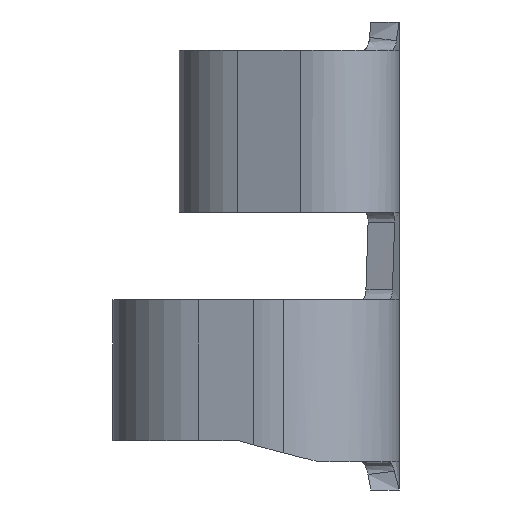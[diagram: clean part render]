
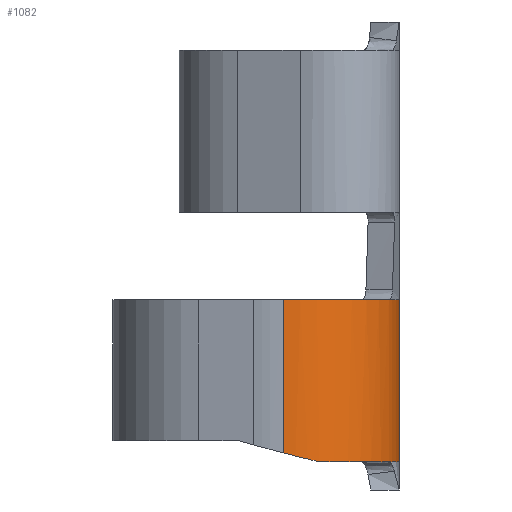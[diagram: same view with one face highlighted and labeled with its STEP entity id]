
A CAD part, left-side view. The second image highlights one B-rep face of the part: STEP entity #1082.
In plain terms, the highlighted cylindrical face has radius 2.083 mm (diameter 4.166 mm), a partial arc.
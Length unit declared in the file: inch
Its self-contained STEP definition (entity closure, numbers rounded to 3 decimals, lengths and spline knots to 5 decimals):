
#97 = VERTEX_POINT ( 'NONE', #4959 ) ;
#394 = CARTESIAN_POINT ( 'NONE',  ( -0.26051, 0.00042, -0.146 ) ) ;
#401 = EDGE_CURVE ( 'NONE', #734, #2552, #3345, .T. ) ;
#530 = B_SPLINE_CURVE_WITH_KNOTS ( 'NONE', 3,
 ( #6655, #1991, #4090, #6152 ),
 .UNSPECIFIED., .F., .F.,
 ( 4, 4 ),
 ( 0., 1. ),
 .UNSPECIFIED. ) ;
#640 = CARTESIAN_POINT ( 'NONE',  ( -0.27005, 0.00168, -0.031 ) ) ;
#648 = VERTEX_POINT ( 'NONE', #6256 ) ;
#720 = EDGE_CURVE ( 'NONE', #4759, #97, #6020, .T. ) ;
#734 = VERTEX_POINT ( 'NONE', #2183 ) ;
#742 = CARTESIAN_POINT ( 'NONE',  ( -0.333, 0.082, -0.1397 ) ) ;
#834 = CARTESIAN_POINT ( 'NONE',  ( -0.333, 0.06645, -0.031 ) ) ;
#853 = CARTESIAN_POINT ( 'NONE',  ( -0.333, 0.07334, -0.14194 ) ) ;
#896 = CARTESIAN_POINT ( 'NONE',  ( -0.251, 0., -0.146 ) ) ;
#1082 = ADVANCED_FACE ( 'NONE', ( #2259 ), #4369, .T. ) ;
#1121 = CARTESIAN_POINT ( 'NONE',  ( -0.333, 0.082, -0.031 ) ) ;
#1195 = CARTESIAN_POINT ( 'NONE',  ( -0.32896, 0.05657, -0.146 ) ) ;
#1217 = EDGE_CURVE ( 'NONE', #4759, #648, #1419, .T. ) ;
#1336 = CARTESIAN_POINT ( 'NONE',  ( -0.29949, 0.01407, -0.031 ) ) ;
#1409 = CARTESIAN_POINT ( 'NONE',  ( -0.28117, 0.00572, -0.031 ) ) ;
#1419 = LINE ( 'NONE', #3498, #3671 ) ;
#1561 = B_SPLINE_CURVE_WITH_KNOTS ( 'NONE', 3,
 ( #2199, #4309, #6362, #1696, #3789, #5854, #1195 ),
 .UNSPECIFIED., .F., .F.,
 ( 4, 2, 1, 4 ),
 ( 0.34386, 0.50789, 0.67193, 1. ),
 .UNSPECIFIED. ) ;
#1696 = CARTESIAN_POINT ( 'NONE',  ( -0.30449, 0.01957, -0.146 ) ) ;
#1730 = VERTEX_POINT ( 'NONE', #4374 ) ;
#1754 = DIRECTION ( 'NONE',  ( 0., 0., -1. ) ) ;
#1991 = CARTESIAN_POINT ( 'NONE',  ( -0.28109, 0.00569, -0.14597 ) ) ;
#2009 = VERTEX_POINT ( 'NONE', #742 ) ;
#2111 = ORIENTED_EDGE ( 'NONE', *, *, #3411, .F. ) ;
#2183 = CARTESIAN_POINT ( 'NONE',  ( -0.28547, 0.00733, -0.031 ) ) ;
#2199 = CARTESIAN_POINT ( 'NONE',  ( -0.2852, 0.00743, -0.146 ) ) ;
#2214 = EDGE_LOOP ( 'NONE', ( #5403, #4215, #4910, #3376, #2111, #6499, #4951, #5943, #5101 ) ) ;
#2259 = FACE_OUTER_BOUND ( 'NONE', #2214, .T. ) ;
#2390 = B_SPLINE_CURVE_WITH_KNOTS ( 'NONE', 3,
 ( #6072, #1409, #3490, #5572 ),
 .UNSPECIFIED., .F., .F.,
 ( 4, 4 ),
 ( 0., 1. ),
 .UNSPECIFIED. ) ;
#2441 = CARTESIAN_POINT ( 'NONE',  ( -0.26992, 0.00208, -0.146 ) ) ;
#2504 = EDGE_CURVE ( 'NONE', #2552, #2009, #5781, .T. ) ;
#2552 = VERTEX_POINT ( 'NONE', #4811 ) ;
#2688 = CARTESIAN_POINT ( 'NONE',  ( -0.27902, 0.00489, -0.146 ) ) ;
#2694 = CARTESIAN_POINT ( 'NONE',  ( -0.27907, 0.00473, -0.031 ) ) ;
#2866 = AXIS2_PLACEMENT_3D ( 'NONE', #6422, #1754, #3846 ) ;
#2893 = CARTESIAN_POINT ( 'NONE',  ( -0.33315, 0.08201, -0.031 ) ) ;
#2913 = CARTESIAN_POINT ( 'NONE',  ( -0.333, 0.082, -0.1397 ) ) ;
#2953 = CARTESIAN_POINT ( 'NONE',  ( -0.25101, 0., -0.146 ) ) ;
#2983 = VERTEX_POINT ( 'NONE', #2688 ) ;
#3182 = DIRECTION ( 'NONE',  ( 0., 0., -1. ) ) ;
#3209 = CARTESIAN_POINT ( 'NONE',  ( -0.251, 0., -0.031 ) ) ;
#3298 = CARTESIAN_POINT ( 'NONE',  ( -0.251, 0., -0.031 ) ) ;
#3318 =( BOUNDED_CURVE ( )  B_SPLINE_CURVE ( 3, ( #3430, #5519, #853, #2913 ),
 .UNSPECIFIED., .F., .T. ) 
 B_SPLINE_CURVE_WITH_KNOTS ( ( 4, 4 ),
 ( 0.99363, 1.309 ),
 .UNSPECIFIED. ) 
 CURVE ( )  GEOMETRIC_REPRESENTATION_ITEM ( )  RATIONAL_B_SPLINE_CURVE ( ( 1., 0.992, 0.992, 1. ) ) 
 REPRESENTATION_ITEM ( '' )  );
#3345 = B_SPLINE_CURVE_WITH_KNOTS ( 'NONE', 3,
 ( #6001, #1336, #3412, #5505, #834, #2893 ),
 .UNSPECIFIED., .F., .F.,
 ( 4, 2, 4 ),
 ( 0.23601, 0.54659, 0.85716 ),
 .UNSPECIFIED. ) ;
#3376 = ORIENTED_EDGE ( 'NONE', *, *, #5155, .F. ) ;
#3411 = EDGE_CURVE ( 'NONE', #2983, #4667, #530, .T. ) ;
#3412 = CARTESIAN_POINT ( 'NONE',  ( -0.31169, 0.02471, -0.031 ) ) ;
#3430 = CARTESIAN_POINT ( 'NONE',  ( -0.32896, 0.05657, -0.146 ) ) ;
#3490 = CARTESIAN_POINT ( 'NONE',  ( -0.28331, 0.0066, -0.031 ) ) ;
#3498 = CARTESIAN_POINT ( 'NONE',  ( -0.251, 0., -0.031 ) ) ;
#3581 = VECTOR ( 'NONE', #3182, 39.37008 ) ;
#3671 = VECTOR ( 'NONE', #5580, 39.37008 ) ;
#3709 = CARTESIAN_POINT ( 'NONE',  ( -0.2852, 0.00743, -0.146 ) ) ;
#3789 = CARTESIAN_POINT ( 'NONE',  ( -0.31704, 0.03095, -0.146 ) ) ;
#3846 = DIRECTION ( 'NONE',  ( -1., 0., 0. ) ) ;
#4090 = CARTESIAN_POINT ( 'NONE',  ( -0.28318, 0.00646, -0.14594 ) ) ;
#4158 = EDGE_CURVE ( 'NONE', #648, #2983, #5897, .T. ) ;
#4215 = ORIENTED_EDGE ( 'NONE', *, *, #2504, .T. ) ;
#4309 = CARTESIAN_POINT ( 'NONE',  ( -0.29027, 0.00975, -0.146 ) ) ;
#4369 = CYLINDRICAL_SURFACE ( 'NONE', #2866, 0.082 ) ;
#4374 = CARTESIAN_POINT ( 'NONE',  ( -0.32896, 0.05657, -0.146 ) ) ;
#4556 = CARTESIAN_POINT ( 'NONE',  ( -0.27455, 0.00331, -0.146 ) ) ;
#4568 = EDGE_CURVE ( 'NONE', #97, #734, #2390, .T. ) ;
#4667 = VERTEX_POINT ( 'NONE', #3709 ) ;
#4759 = VERTEX_POINT ( 'NONE', #3298 ) ;
#4811 = CARTESIAN_POINT ( 'NONE',  ( -0.33315, 0.08201, -0.031 ) ) ;
#4910 = ORIENTED_EDGE ( 'NONE', *, *, #5640, .F. ) ;
#4951 = ORIENTED_EDGE ( 'NONE', *, *, #1217, .F. ) ;
#4959 = CARTESIAN_POINT ( 'NONE',  ( -0.27907, 0.00473, -0.031 ) ) ;
#5066 = CARTESIAN_POINT ( 'NONE',  ( -0.25573, 0., -0.146 ) ) ;
#5101 = ORIENTED_EDGE ( 'NONE', *, *, #4568, .T. ) ;
#5155 = EDGE_CURVE ( 'NONE', #4667, #1730, #1561, .T. ) ;
#5306 = CARTESIAN_POINT ( 'NONE',  ( -0.26052, 0., -0.031 ) ) ;
#5403 = ORIENTED_EDGE ( 'NONE', *, *, #401, .T. ) ;
#5505 = CARTESIAN_POINT ( 'NONE',  ( -0.32846, 0.05092, -0.031 ) ) ;
#5519 = CARTESIAN_POINT ( 'NONE',  ( -0.33164, 0.0648, -0.14406 ) ) ;
#5563 = CARTESIAN_POINT ( 'NONE',  ( -0.251, 0., -0.146 ) ) ;
#5572 = CARTESIAN_POINT ( 'NONE',  ( -0.28547, 0.00733, -0.031 ) ) ;
#5580 = DIRECTION ( 'NONE',  ( 0., 0., -1. ) ) ;
#5640 = EDGE_CURVE ( 'NONE', #1730, #2009, #3318, .T. ) ;
#5781 = LINE ( 'NONE', #1121, #3581 ) ;
#5854 = CARTESIAN_POINT ( 'NONE',  ( -0.32533, 0.04548, -0.146 ) ) ;
#5897 = B_SPLINE_CURVE_WITH_KNOTS ( 'NONE', 3,
 ( #5563, #896, #2953, #5066, #394, #2441, #4556, #6603 ),
 .UNSPECIFIED., .F., .F.,
 ( 4, 2, 2, 4 ),
 ( 0., 0.00042, 0.50021, 1. ),
 .UNSPECIFIED. ) ;
#5943 = ORIENTED_EDGE ( 'NONE', *, *, #720, .T. ) ;
#6001 = CARTESIAN_POINT ( 'NONE',  ( -0.28547, 0.00733, -0.031 ) ) ;
#6020 = B_SPLINE_CURVE_WITH_KNOTS ( 'NONE', 3,
 ( #3209, #5306, #640, #2694 ),
 .UNSPECIFIED., .F., .F.,
 ( 4, 4 ),
 ( 0., 0.19014 ),
 .UNSPECIFIED. ) ;
#6072 = CARTESIAN_POINT ( 'NONE',  ( -0.27907, 0.00473, -0.031 ) ) ;
#6152 = CARTESIAN_POINT ( 'NONE',  ( -0.2852, 0.00743, -0.146 ) ) ;
#6256 = CARTESIAN_POINT ( 'NONE',  ( -0.251, 0., -0.146 ) ) ;
#6362 = CARTESIAN_POINT ( 'NONE',  ( -0.29518, 0.01268, -0.146 ) ) ;
#6422 = CARTESIAN_POINT ( 'NONE',  ( -0.251, 0.082, -0.031 ) ) ;
#6499 = ORIENTED_EDGE ( 'NONE', *, *, #4158, .F. ) ;
#6603 = CARTESIAN_POINT ( 'NONE',  ( -0.27902, 0.00489, -0.146 ) ) ;
#6655 = CARTESIAN_POINT ( 'NONE',  ( -0.27902, 0.00489, -0.146 ) ) ;
